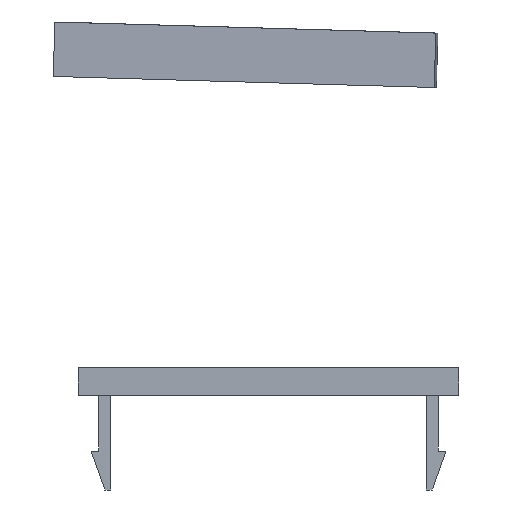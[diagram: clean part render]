
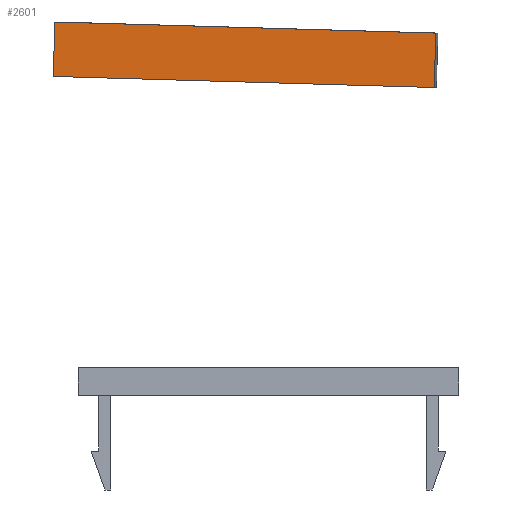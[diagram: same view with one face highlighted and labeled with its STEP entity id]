
A CAD part, left-side view. The second image highlights one B-rep face of the part: STEP entity #2601.
In plain terms, the highlighted planar face has unit normal (-1, 0.017, 0).
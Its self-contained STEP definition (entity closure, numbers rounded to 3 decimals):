
#2043 = EDGE_CURVE('',#2044,#2046,#2048,.T.);
#2044 = VERTEX_POINT('',#2045);
#2045 = CARTESIAN_POINT('',(-88.067,-21.294,
    39.543));
#2046 = VERTEX_POINT('',#2047);
#2047 = CARTESIAN_POINT('',(-87.245,27.679,
    40.968));
#2048 = SURFACE_CURVE('',#2049,(#2053,#2065),.PCURVE_S1.);
#2049 = LINE('',#2050,#2051);
#2050 = CARTESIAN_POINT('',(-88.067,-21.294,
    39.543));
#2051 = VECTOR('',#2052,1.);
#2052 = DIRECTION('',(0.017,0.999,
    0.029));
#2053 = PCURVE('',#2054,#2059);
#2054 = PLANE('',#2055);
#2055 = AXIS2_PLACEMENT_3D('',#2056,#2057,#2058);
#2056 = CARTESIAN_POINT('',(-88.067,-21.294,
    39.543));
#2057 = DIRECTION('',(0.,-0.029,
    1.));
#2058 = DIRECTION('',(1.,-0.017,0.));
#2059 = DEFINITIONAL_REPRESENTATION('',(#2060),#2064);
#2060 = LINE('',#2061,#2062);
#2061 = CARTESIAN_POINT('',(0.,0.));
#2062 = VECTOR('',#2063,1.);
#2063 = DIRECTION('',(0.,1.));
#2064 = ( GEOMETRIC_REPRESENTATION_CONTEXT(2) 
PARAMETRIC_REPRESENTATION_CONTEXT() REPRESENTATION_CONTEXT('2D SPACE',''
  ) );
#2065 = PCURVE('',#2066,#2071);
#2066 = PLANE('',#2067);
#2067 = AXIS2_PLACEMENT_3D('',#2068,#2069,#2070);
#2068 = CARTESIAN_POINT('',(-88.067,-21.294,
    39.543));
#2069 = DIRECTION('',(1.,-0.017,0.));
#2070 = DIRECTION('',(0.,-0.029,
    1.));
#2071 = DEFINITIONAL_REPRESENTATION('',(#2072),#2076);
#2072 = LINE('',#2073,#2074);
#2073 = CARTESIAN_POINT('',(0.,-0.));
#2074 = VECTOR('',#2075,1.);
#2075 = DIRECTION('',(0.,-1.));
#2076 = ( GEOMETRIC_REPRESENTATION_CONTEXT(2) 
PARAMETRIC_REPRESENTATION_CONTEXT() REPRESENTATION_CONTEXT('2D SPACE',''
  ) );
#2094 = PLANE('',#2095);
#2095 = AXIS2_PLACEMENT_3D('',#2096,#2097,#2098);
#2096 = CARTESIAN_POINT('',(-88.067,-21.294,
    39.543));
#2097 = DIRECTION('',(0.017,0.999,
    0.029));
#2098 = DIRECTION('',(0.,-0.029,
    1.));
#2148 = PLANE('',#2149);
#2149 = AXIS2_PLACEMENT_3D('',#2150,#2151,#2152);
#2150 = CARTESIAN_POINT('',(-87.245,27.679,
    40.968));
#2151 = DIRECTION('',(0.017,0.999,
    0.029));
#2152 = DIRECTION('',(0.,-0.029,
    1.));
#2601 = ADVANCED_FACE('',(#2602),#2066,.F.);
#2602 = FACE_BOUND('',#2603,.F.);
#2603 = EDGE_LOOP('',(#2604,#2627,#2628,#2651));
#2604 = ORIENTED_EDGE('',*,*,#2605,.F.);
#2605 = EDGE_CURVE('',#2044,#2606,#2608,.T.);
#2606 = VERTEX_POINT('',#2607);
#2607 = CARTESIAN_POINT('',(-88.071,-21.497,46.54
    ));
#2608 = SURFACE_CURVE('',#2609,(#2613,#2620),.PCURVE_S1.);
#2609 = LINE('',#2610,#2611);
#2610 = CARTESIAN_POINT('',(-88.067,-21.294,
    39.543));
#2611 = VECTOR('',#2612,1.);
#2612 = DIRECTION('',(0.,-0.029,
    1.));
#2613 = PCURVE('',#2066,#2614);
#2614 = DEFINITIONAL_REPRESENTATION('',(#2615),#2619);
#2615 = LINE('',#2616,#2617);
#2616 = CARTESIAN_POINT('',(0.,-0.));
#2617 = VECTOR('',#2618,1.);
#2618 = DIRECTION('',(1.,0.));
#2619 = ( GEOMETRIC_REPRESENTATION_CONTEXT(2) 
PARAMETRIC_REPRESENTATION_CONTEXT() REPRESENTATION_CONTEXT('2D SPACE',''
  ) );
#2620 = PCURVE('',#2094,#2621);
#2621 = DEFINITIONAL_REPRESENTATION('',(#2622),#2626);
#2622 = LINE('',#2623,#2624);
#2623 = CARTESIAN_POINT('',(0.,0.));
#2624 = VECTOR('',#2625,1.);
#2625 = DIRECTION('',(1.,0.));
#2626 = ( GEOMETRIC_REPRESENTATION_CONTEXT(2) 
PARAMETRIC_REPRESENTATION_CONTEXT() REPRESENTATION_CONTEXT('2D SPACE',''
  ) );
#2627 = ORIENTED_EDGE('',*,*,#2043,.T.);
#2628 = ORIENTED_EDGE('',*,*,#2629,.T.);
#2629 = EDGE_CURVE('',#2046,#2630,#2632,.T.);
#2630 = VERTEX_POINT('',#2631);
#2631 = CARTESIAN_POINT('',(-87.248,27.475,
    47.965));
#2632 = SURFACE_CURVE('',#2633,(#2637,#2644),.PCURVE_S1.);
#2633 = LINE('',#2634,#2635);
#2634 = CARTESIAN_POINT('',(-87.245,27.679,
    40.968));
#2635 = VECTOR('',#2636,1.);
#2636 = DIRECTION('',(0.,-0.029,
    1.));
#2637 = PCURVE('',#2066,#2638);
#2638 = DEFINITIONAL_REPRESENTATION('',(#2639),#2643);
#2639 = LINE('',#2640,#2641);
#2640 = CARTESIAN_POINT('',(0.,-49.));
#2641 = VECTOR('',#2642,1.);
#2642 = DIRECTION('',(1.,0.));
#2643 = ( GEOMETRIC_REPRESENTATION_CONTEXT(2) 
PARAMETRIC_REPRESENTATION_CONTEXT() REPRESENTATION_CONTEXT('2D SPACE',''
  ) );
#2644 = PCURVE('',#2148,#2645);
#2645 = DEFINITIONAL_REPRESENTATION('',(#2646),#2650);
#2646 = LINE('',#2647,#2648);
#2647 = CARTESIAN_POINT('',(0.,0.));
#2648 = VECTOR('',#2649,1.);
#2649 = DIRECTION('',(1.,0.));
#2650 = ( GEOMETRIC_REPRESENTATION_CONTEXT(2) 
PARAMETRIC_REPRESENTATION_CONTEXT() REPRESENTATION_CONTEXT('2D SPACE',''
  ) );
#2651 = ORIENTED_EDGE('',*,*,#2652,.F.);
#2652 = EDGE_CURVE('',#2606,#2630,#2653,.T.);
#2653 = SURFACE_CURVE('',#2654,(#2658,#2665),.PCURVE_S1.);
#2654 = LINE('',#2655,#2656);
#2655 = CARTESIAN_POINT('',(-88.071,-21.497,46.54
    ));
#2656 = VECTOR('',#2657,1.);
#2657 = DIRECTION('',(0.017,0.999,
    0.029));
#2658 = PCURVE('',#2066,#2659);
#2659 = DEFINITIONAL_REPRESENTATION('',(#2660),#2664);
#2660 = LINE('',#2661,#2662);
#2661 = CARTESIAN_POINT('',(7.,0.));
#2662 = VECTOR('',#2663,1.);
#2663 = DIRECTION('',(0.,-1.));
#2664 = ( GEOMETRIC_REPRESENTATION_CONTEXT(2) 
PARAMETRIC_REPRESENTATION_CONTEXT() REPRESENTATION_CONTEXT('2D SPACE',''
  ) );
#2665 = PCURVE('',#2666,#2671);
#2666 = PLANE('',#2667);
#2667 = AXIS2_PLACEMENT_3D('',#2668,#2669,#2670);
#2668 = CARTESIAN_POINT('',(-88.071,-21.497,46.54
    ));
#2669 = DIRECTION('',(0.,-0.029,
    1.));
#2670 = DIRECTION('',(1.,-0.017,0.));
#2671 = DEFINITIONAL_REPRESENTATION('',(#2672),#2676);
#2672 = LINE('',#2673,#2674);
#2673 = CARTESIAN_POINT('',(0.,0.));
#2674 = VECTOR('',#2675,1.);
#2675 = DIRECTION('',(0.,1.));
#2676 = ( GEOMETRIC_REPRESENTATION_CONTEXT(2) 
PARAMETRIC_REPRESENTATION_CONTEXT() REPRESENTATION_CONTEXT('2D SPACE',''
  ) );
